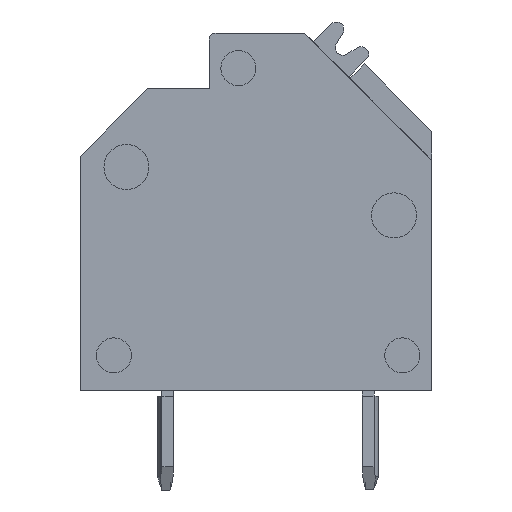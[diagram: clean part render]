
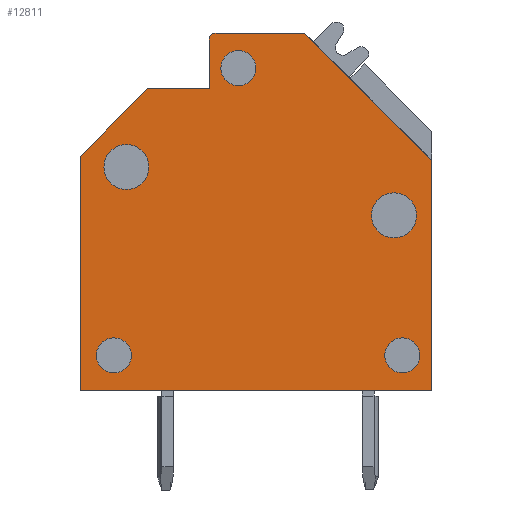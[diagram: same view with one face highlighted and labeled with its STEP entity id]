
A CAD part, left-side view. The second image highlights one B-rep face of the part: STEP entity #12811.
In plain terms, the highlighted planar face has unit normal (-1, 0, 0).
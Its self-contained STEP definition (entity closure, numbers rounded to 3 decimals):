
#759=CIRCLE('',#13957,0.6);
#760=CIRCLE('',#13958,0.77);
#761=CIRCLE('',#13959,0.6);
#762=CIRCLE('',#13960,0.6);
#763=CIRCLE('',#13961,0.77);
#764=CIRCLE('',#13962,0.2);
#3830=ORIENTED_EDGE('',*,*,#6024,.F.);
#3831=ORIENTED_EDGE('',*,*,#6025,.F.);
#3832=ORIENTED_EDGE('',*,*,#6026,.F.);
#3833=ORIENTED_EDGE('',*,*,#6027,.F.);
#3834=ORIENTED_EDGE('',*,*,#6028,.F.);
#3835=ORIENTED_EDGE('',*,*,#6006,.F.);
#3836=ORIENTED_EDGE('',*,*,#5992,.F.);
#3837=ORIENTED_EDGE('',*,*,#6020,.F.);
#3838=ORIENTED_EDGE('',*,*,#6029,.T.);
#3839=ORIENTED_EDGE('',*,*,#6017,.F.);
#3840=ORIENTED_EDGE('',*,*,#6003,.F.);
#3841=ORIENTED_EDGE('',*,*,#6016,.F.);
#3842=ORIENTED_EDGE('',*,*,#6014,.F.);
#3843=ORIENTED_EDGE('',*,*,#6011,.F.);
#5992=EDGE_CURVE('',#7336,#7337,#8647,.T.);
#6003=EDGE_CURVE('',#7345,#7346,#8655,.T.);
#6006=EDGE_CURVE('',#7337,#7348,#8658,.T.);
#6011=EDGE_CURVE('',#7348,#7351,#8663,.T.);
#6014=EDGE_CURVE('',#7351,#7352,#8666,.T.);
#6016=EDGE_CURVE('',#7352,#7345,#8668,.T.);
#6017=EDGE_CURVE('',#7346,#7353,#8669,.T.);
#6020=EDGE_CURVE('',#7354,#7336,#8672,.T.);
#6024=EDGE_CURVE('',#7356,#7356,#759,.T.);
#6025=EDGE_CURVE('',#7357,#7357,#760,.T.);
#6026=EDGE_CURVE('',#7358,#7358,#761,.T.);
#6027=EDGE_CURVE('',#7359,#7359,#762,.T.);
#6028=EDGE_CURVE('',#7360,#7360,#763,.T.);
#6029=EDGE_CURVE('',#7354,#7353,#764,.F.);
#7336=VERTEX_POINT('',#21098);
#7337=VERTEX_POINT('',#21100);
#7345=VERTEX_POINT('',#21119);
#7346=VERTEX_POINT('',#21121);
#7348=VERTEX_POINT('',#21127);
#7351=VERTEX_POINT('',#21136);
#7352=VERTEX_POINT('',#21141);
#7353=VERTEX_POINT('',#21147);
#7354=VERTEX_POINT('',#21151);
#7356=VERTEX_POINT('',#21161);
#7357=VERTEX_POINT('',#21163);
#7358=VERTEX_POINT('',#21165);
#7359=VERTEX_POINT('',#21167);
#7360=VERTEX_POINT('',#21169);
#8647=LINE('',#21099,#10002);
#8655=LINE('',#21120,#10010);
#8658=LINE('',#21126,#10013);
#8663=LINE('',#21135,#10018);
#8666=LINE('',#21140,#10021);
#8668=LINE('',#21144,#10023);
#8669=LINE('',#21146,#10024);
#8672=LINE('',#21152,#10027);
#10002=VECTOR('',#17141,1000.);
#10010=VECTOR('',#17157,1000.);
#10013=VECTOR('',#17162,1000.);
#10018=VECTOR('',#17169,1000.);
#10021=VECTOR('',#17174,1000.);
#10023=VECTOR('',#17178,1000.);
#10024=VECTOR('',#17181,1000.);
#10027=VECTOR('',#17186,1000.);
#10841=EDGE_LOOP('',(#3830));
#10842=EDGE_LOOP('',(#3831));
#10843=EDGE_LOOP('',(#3832));
#10844=EDGE_LOOP('',(#3833));
#10845=EDGE_LOOP('',(#3834));
#10846=EDGE_LOOP('',(#3835,#3836,#3837,#3838,#3839,#3840,#3841,#3842,#3843));
#11646=FACE_BOUND('',#10841,.T.);
#11647=FACE_BOUND('',#10842,.T.);
#11648=FACE_BOUND('',#10843,.T.);
#11649=FACE_BOUND('',#10844,.T.);
#11650=FACE_BOUND('',#10845,.T.);
#11651=FACE_BOUND('',#10846,.T.);
#12173=PLANE('',#13956);
#12811=ADVANCED_FACE('',(#11646,#11647,#11648,#11649,#11650,#11651),#12173,
 .F.);
#13956=AXIS2_PLACEMENT_3D('',#21159,#17194,#17195);
#13957=AXIS2_PLACEMENT_3D('',#21160,#17196,#17197);
#13958=AXIS2_PLACEMENT_3D('',#21162,#17198,#17199);
#13959=AXIS2_PLACEMENT_3D('',#21164,#17200,#17201);
#13960=AXIS2_PLACEMENT_3D('',#21166,#17202,#17203);
#13961=AXIS2_PLACEMENT_3D('',#21168,#17204,#17205);
#13962=AXIS2_PLACEMENT_3D('',#21170,#17206,#17207);
#17141=DIRECTION('',(0.,-0.707,-0.707));
#17157=DIRECTION('',(0.,-1.,0.));
#17162=DIRECTION('',(0.,0.,-1.));
#17169=DIRECTION('',(0.,1.,0.));
#17174=DIRECTION('',(0.,0.,1.));
#17178=DIRECTION('',(0.,-0.707,0.707));
#17181=DIRECTION('',(0.,0.,1.));
#17186=DIRECTION('',(0.,-1.,0.));
#17194=DIRECTION('',(1.,0.,0.));
#17195=DIRECTION('',(0.,0.,-1.));
#17196=DIRECTION('',(-1.,0.,0.));
#17197=DIRECTION('',(0.,1.,0.));
#17198=DIRECTION('',(-1.,0.,0.));
#17199=DIRECTION('',(0.,1.,0.));
#17200=DIRECTION('',(-1.,0.,0.));
#17201=DIRECTION('',(0.,1.,0.));
#17202=DIRECTION('',(-1.,0.,0.));
#17203=DIRECTION('',(0.,1.,0.));
#17204=DIRECTION('',(-1.,0.,0.));
#17205=DIRECTION('',(0.,1.,0.));
#17206=DIRECTION('',(1.,0.,0.));
#17207=DIRECTION('',(0.,0.,-1.));
#21098=CARTESIAN_POINT('',(-2.005,-1.66,8.2));
#21099=CARTESIAN_POINT('',(-2.005,-1.66,8.2));
#21100=CARTESIAN_POINT('',(-2.005,-6.,3.86));
#21119=CARTESIAN_POINT('',(-2.005,3.7,6.3));
#21120=CARTESIAN_POINT('',(-2.005,1.6,6.3));
#21121=CARTESIAN_POINT('',(-2.005,1.6,6.3));
#21126=CARTESIAN_POINT('',(-2.005,-6.,4.85));
#21127=CARTESIAN_POINT('',(-2.005,-6.,-4.));
#21135=CARTESIAN_POINT('',(-2.005,-6.,-4.));
#21136=CARTESIAN_POINT('',(-2.005,6.,-4.));
#21140=CARTESIAN_POINT('',(-2.005,6.,-4.));
#21141=CARTESIAN_POINT('',(-2.005,6.,4.));
#21144=CARTESIAN_POINT('',(-2.005,3.7,6.3));
#21146=CARTESIAN_POINT('',(-2.005,1.6,8.2));
#21147=CARTESIAN_POINT('',(-2.005,1.6,8.));
#21151=CARTESIAN_POINT('',(-2.005,1.4,8.2));
#21152=CARTESIAN_POINT('',(-2.005,1.6,8.2));
#21159=CARTESIAN_POINT('',(-2.005,0.,0.));
#21160=CARTESIAN_POINT('',(-2.005,0.6,7.006));
#21161=CARTESIAN_POINT('',(-2.005,1.2,7.006));
#21162=CARTESIAN_POINT('',(-2.005,-4.714,1.977));
#21163=CARTESIAN_POINT('',(-2.005,-3.944,1.977));
#21164=CARTESIAN_POINT('',(-2.005,-4.998,-2.804));
#21165=CARTESIAN_POINT('',(-2.005,-4.398,-2.804));
#21166=CARTESIAN_POINT('',(-2.005,4.853,-2.804));
#21167=CARTESIAN_POINT('',(-2.005,5.453,-2.804));
#21168=CARTESIAN_POINT('',(-2.005,4.424,3.628));
#21169=CARTESIAN_POINT('',(-2.005,5.194,3.628));
#21170=CARTESIAN_POINT('',(-2.005,1.4,8.));
